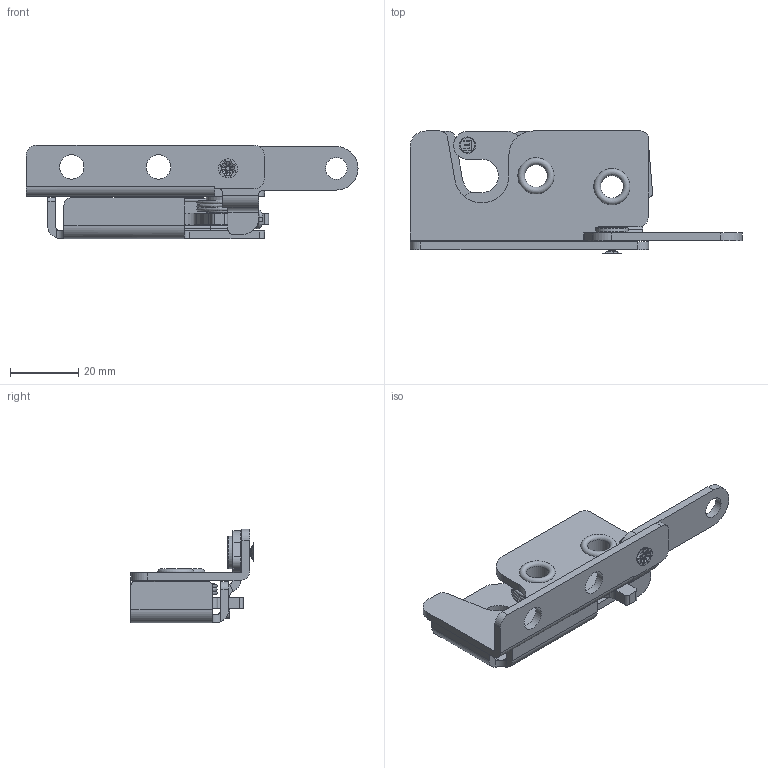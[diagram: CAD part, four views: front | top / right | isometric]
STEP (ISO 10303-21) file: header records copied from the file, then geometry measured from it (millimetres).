
FILE_DESCRIPTION(/* description */ ('DOUBLE STAGE MINI-ROTARY LOCK ASSEMBLY'),/* implementation_level */ '2;1');
FILE_NAME(/* name */ '87-230-L.stp',/* time_stamp */ '2023-11-21T11:33:04-05:00',/* author */ ('dtinay'),/* organization */ ('Eberhard Manufacturing Company'),/* preprocessor_version */ 'ST-DEVELOPER v20',/* originating_system */ 'Autodesk Inventor 2024',/* authorisation */ '');
FILE_SCHEMA (('AUTOMOTIVE_DESIGN { 1 0 10303 214 3 1 1 }'));
Length unit declared in the file: inch
Products named in the file (1): 87-230-R/L
Bounding box: 97.22 x 35.76 x 27.35 mm (x, y, z)
Volume: 16961.7 mm3; surface area: 18629.5 mm2
Topology: 2 solids, 2 shells, 617 faces, 1685 edges, 1114 vertices
Faces by surface type: plane 362, cylinder 128, bspline 83, torus 37, cone 7
Full cylindrical faces by diameter (mm): 1.016 x3, 2.337 x1, 3.175 x1, 4.318 x2, 4.826 x3, 5.207 x1, 6.096 x1, 6.35 x1, 6.528 x1, 6.629 x2, 7.137 x2, 8.42 x4, 8.585 x2, 9.525 x1, 11.112 x2, 11.367 x2, 12.7 x2
Entity records: 23206 total; most frequent: CARTESIAN_POINT 7108, ORIENTED_EDGE 3366, DIRECTION 2927, EDGE_CURVE 1683, VERTEX_POINT 1113, LINE 1067, VECTOR 1067, AXIS2_PLACEMENT_3D 930
